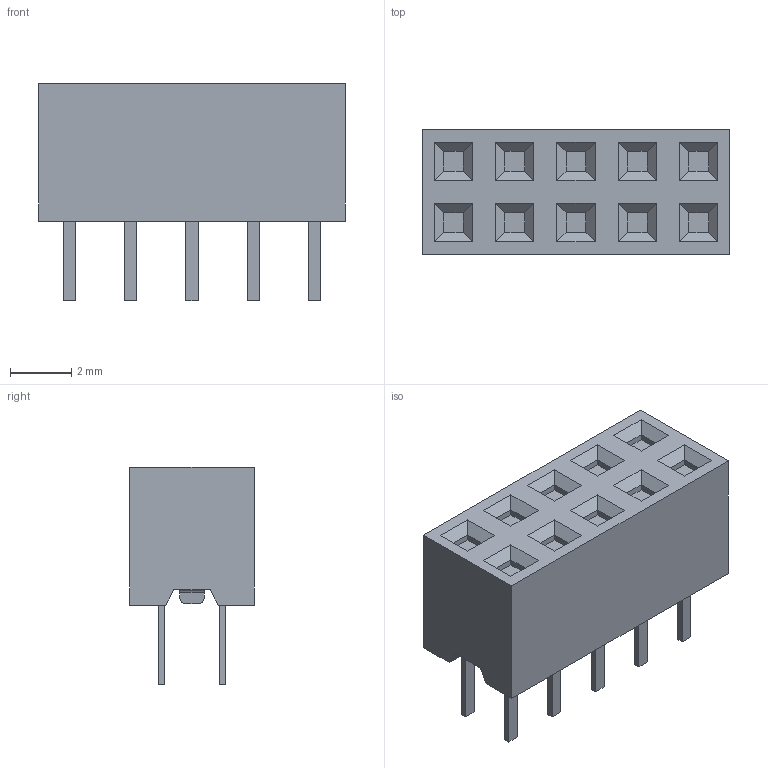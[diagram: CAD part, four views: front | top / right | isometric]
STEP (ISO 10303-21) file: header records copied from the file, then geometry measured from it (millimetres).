
FILE_DESCRIPTION(/* description */ (''),/* implementation_level */ '2;1');
FILE_NAME(/* name */ '1-2314822-0.step',/* time_stamp */ '2020-12-31T13:59:55+02:00',/* author */ (''),/* organization */ (''),/* preprocessor_version */ 'ST-DEVELOPER v18.1',/* originating_system */ 'Autodesk Translation Framework v9.3.0.1241',/* authorisation */ '');
FILE_SCHEMA (('AUTOMOTIVE_DESIGN { 1 0 10303 214 3 1 1 }'));
Length unit declared in the file: millimetre
Products named in the file (1): (Unsaved)
Bounding box: 10 x 4.06 x 7.1 mm (x, y, z)
Volume: 175 mm3; surface area: 258.7 mm2
Topology: 1 solids, 1 shells, 195 faces, 464 edges, 296 vertices
Faces by surface type: plane 175, cylinder 20
Entity records: 5531 total; most frequent: CARTESIAN_POINT 956, ORIENTED_EDGE 928, DIRECTION 896, EDGE_CURVE 464, LINE 424, VECTOR 424, VERTEX_POINT 296, AXIS2_PLACEMENT_3D 236
